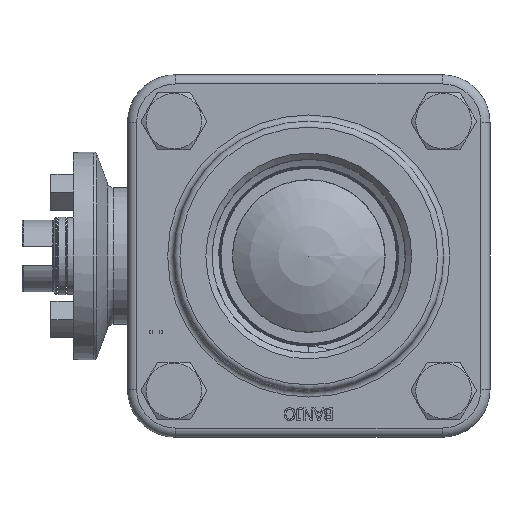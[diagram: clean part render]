
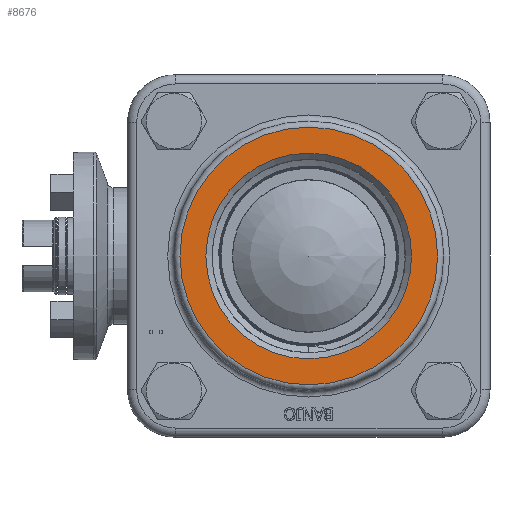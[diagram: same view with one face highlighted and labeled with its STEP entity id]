
A CAD part, left-side view. The second image highlights one B-rep face of the part: STEP entity #8676.
In plain terms, the highlighted planar face has unit normal (-1, 0, 0).
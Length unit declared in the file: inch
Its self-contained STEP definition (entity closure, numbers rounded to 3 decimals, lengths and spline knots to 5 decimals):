
#1630=PLANE('',#9533);
#1935=FACE_BOUND('',#2988,.T.);
#1936=FACE_BOUND('',#2989,.T.);
#2988=EDGE_LOOP('',(#7021));
#2989=EDGE_LOOP('',(#7022));
#3658=CIRCLE('',#9529,1.265);
#3661=CIRCLE('',#9534,1.01);
#4266=VERTEX_POINT('',#15853);
#4269=VERTEX_POINT('',#15861);
#5270=EDGE_CURVE('',#4266,#4266,#3658,.T.);
#5273=EDGE_CURVE('',#4269,#4269,#3661,.T.);
#7021=ORIENTED_EDGE('',*,*,#5273,.T.);
#7022=ORIENTED_EDGE('',*,*,#5270,.F.);
#8676=ADVANCED_FACE('',(#1935,#1936),#1630,.T.);
#9529=AXIS2_PLACEMENT_3D('',#15854,#11243,#11244);
#9533=AXIS2_PLACEMENT_3D('',#15860,#11251,#11252);
#9534=AXIS2_PLACEMENT_3D('',#15862,#11253,#11254);
#11243=DIRECTION('center_axis',(1.,0.,0.));
#11244=DIRECTION('ref_axis',(0.,-1.,0.));
#11251=DIRECTION('center_axis',(-1.,0.,0.));
#11252=DIRECTION('ref_axis',(0.,0.,1.));
#11253=DIRECTION('center_axis',(1.,0.,0.));
#11254=DIRECTION('ref_axis',(0.,1.,0.));
#15853=CARTESIAN_POINT('',(0.,1.265,0.));
#15854=CARTESIAN_POINT('Origin',(0.,0.,0.));
#15860=CARTESIAN_POINT('Origin',(0.,1.1675,0.));
#15861=CARTESIAN_POINT('',(0.,1.01,0.));
#15862=CARTESIAN_POINT('Origin',(0.,0.,0.));
